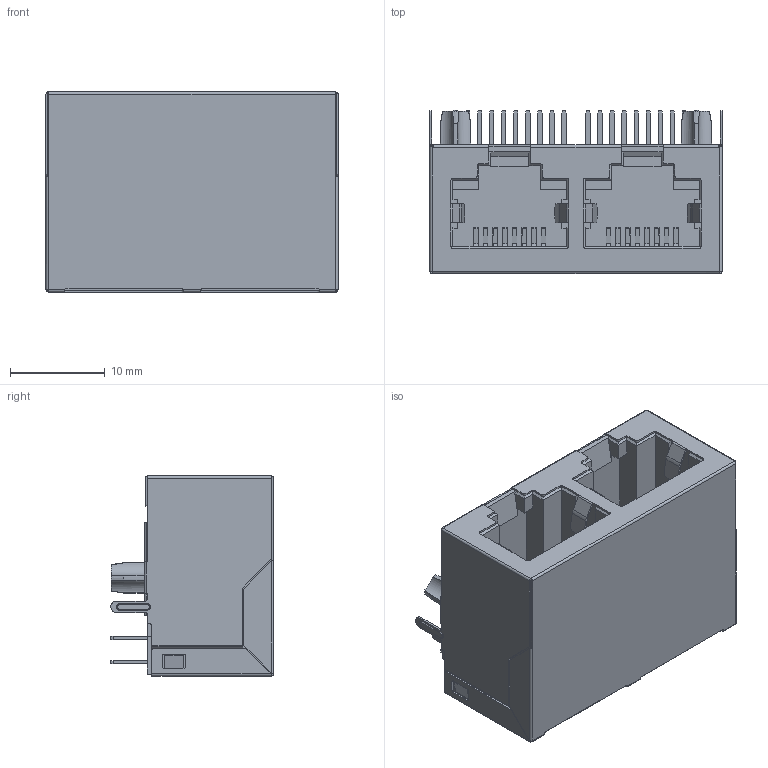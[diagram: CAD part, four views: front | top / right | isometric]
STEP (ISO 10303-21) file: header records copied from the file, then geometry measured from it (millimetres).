
FILE_DESCRIPTION((''),'2;1');
FILE_NAME('FRJ45181-2306BKK0102-REF_','2026-03-02T11:27:26',('gongchengVV'),(''),'CREO PARAMETRIC BY PTC INC, 2020033','CREO PARAMETRIC BY PTC INC, 2020033','');
FILE_SCHEMA(('CONFIG_CONTROL_DESIGN'));
Length unit declared in the file: millimetre
Products named in the file (1): FRJ45181-2306BKK0102-REF_
Bounding box: 31 x 17.25 x 21.1 mm (x, y, z)
Volume: 5976.8 mm3; surface area: 6805.6 mm2
Topology: 1 solids, 4 shells, 1192 faces, 3083 edges, 1939 vertices
Faces by surface type: plane 963, cylinder 197, cone 22, bspline 10
Entity records: 36327 total; most frequent: CARTESIAN_POINT 7313, ORIENTED_EDGE 6166, DIRECTION 5693, EDGE_CURVE 3083, VECTOR 2487, LINE 2487, VERTEX_POINT 1939, AXIS2_PLACEMENT_3D 1603
